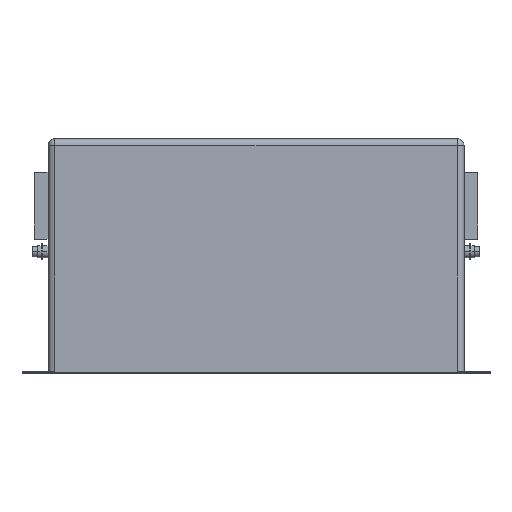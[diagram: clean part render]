
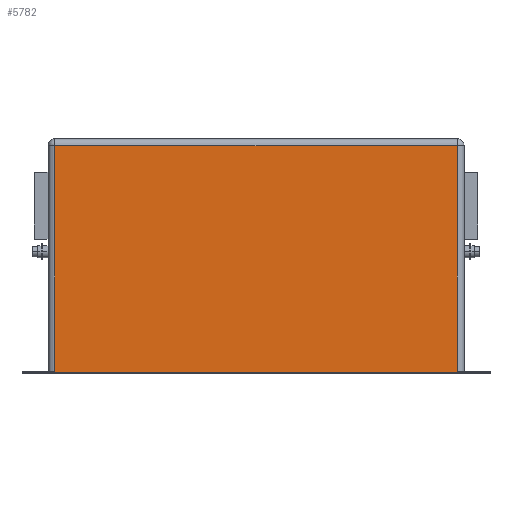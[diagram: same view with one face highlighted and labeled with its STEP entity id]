
A CAD part, top view. The second image highlights one B-rep face of the part: STEP entity #5782.
In plain terms, the highlighted planar face has unit normal (0, 0, 1).
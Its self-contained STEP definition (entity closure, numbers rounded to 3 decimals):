
#187 = CARTESIAN_POINT ( 'NONE',  ( 236., 1., 0. ) ) ;
#426 = DIRECTION ( 'NONE',  ( 0., -1., 0. ) ) ;
#451 = CARTESIAN_POINT ( 'NONE',  ( 253., 135., 0. ) ) ;
#670 = CARTESIAN_POINT ( 'NONE',  ( 0., 0., 0. ) ) ;
#727 = VECTOR ( 'NONE', #1987, 1000. ) ;
#1027 = CARTESIAN_POINT ( 'NONE',  ( 4., 1., 0. ) ) ;
#1119 = CARTESIAN_POINT ( 'NONE',  ( -13., 0., 0. ) ) ;
#1300 = VECTOR ( 'NONE', #2236, 1000. ) ;
#1377 = VERTEX_POINT ( 'NONE', #5894 ) ;
#1379 = LINE ( 'NONE', #451, #5518 ) ;
#1399 = CARTESIAN_POINT ( 'NONE',  ( 4., 135., 0. ) ) ;
#1410 = VERTEX_POINT ( 'NONE', #2712 ) ;
#1418 = VERTEX_POINT ( 'NONE', #1722 ) ;
#1628 = LINE ( 'NONE', #1027, #5395 ) ;
#1722 = CARTESIAN_POINT ( 'NONE',  ( 4., 1., 0. ) ) ;
#1730 = LINE ( 'NONE', #5554, #1300 ) ;
#1772 = VERTEX_POINT ( 'NONE', #1119 ) ;
#1898 = CARTESIAN_POINT ( 'NONE',  ( 236., 1., 0. ) ) ;
#1948 = LINE ( 'NONE', #670, #727 ) ;
#1977 = DIRECTION ( 'NONE',  ( 0., 0., -1. ) ) ;
#1987 = DIRECTION ( 'NONE',  ( 1., 0., 0. ) ) ;
#2000 = EDGE_CURVE ( 'NONE', #5695, #3325, #1730, .T. ) ;
#2043 = DIRECTION ( 'NONE',  ( 1., 0., 0. ) ) ;
#2140 = EDGE_CURVE ( 'NONE', #3325, #5758, #4560, .T. ) ;
#2184 = ORIENTED_EDGE ( 'NONE', *, *, #3940, .T. ) ;
#2192 = ORIENTED_EDGE ( 'NONE', *, *, #2000, .T. ) ;
#2236 = DIRECTION ( 'NONE',  ( 0., 1., 0. ) ) ;
#2279 = LINE ( 'NONE', #187, #3973 ) ;
#2626 = CARTESIAN_POINT ( 'NONE',  ( 253., 1., 0. ) ) ;
#2664 = LINE ( 'NONE', #3750, #3461 ) ;
#2712 = CARTESIAN_POINT ( 'NONE',  ( 253., 0., 0. ) ) ;
#2992 = VERTEX_POINT ( 'NONE', #2626 ) ;
#3180 = VECTOR ( 'NONE', #5105, 1000. ) ;
#3200 = EDGE_CURVE ( 'NONE', #1410, #2992, #1379, .T. ) ;
#3325 = VERTEX_POINT ( 'NONE', #5791 ) ;
#3340 = ORIENTED_EDGE ( 'NONE', *, *, #2140, .T. ) ;
#3368 = ORIENTED_EDGE ( 'NONE', *, *, #4704, .T. ) ;
#3369 = DIRECTION ( 'NONE',  ( -1., 0., 0. ) ) ;
#3461 = VECTOR ( 'NONE', #426, 1000. ) ;
#3621 = LINE ( 'NONE', #1399, #3180 ) ;
#3646 = ORIENTED_EDGE ( 'NONE', *, *, #3200, .T. ) ;
#3749 = AXIS2_PLACEMENT_3D ( 'NONE', #4768, #1977, #5698 ) ;
#3750 = CARTESIAN_POINT ( 'NONE',  ( -13., 0., 0. ) ) ;
#3940 = EDGE_CURVE ( 'NONE', #1772, #1410, #1948, .T. ) ;
#3973 = VECTOR ( 'NONE', #2043, 1000. ) ;
#4006 = VECTOR ( 'NONE', #4267, 1000. ) ;
#4097 = FACE_OUTER_BOUND ( 'NONE', #5597, .T. ) ;
#4194 = DIRECTION ( 'NONE',  ( 0., 1., 0. ) ) ;
#4216 = EDGE_CURVE ( 'NONE', #5758, #1418, #3621, .T. ) ;
#4267 = DIRECTION ( 'NONE',  ( -1., 0., 0. ) ) ;
#4560 = LINE ( 'NONE', #5129, #4006 ) ;
#4643 = ORIENTED_EDGE ( 'NONE', *, *, #5357, .F. ) ;
#4704 = EDGE_CURVE ( 'NONE', #1377, #1772, #2664, .T. ) ;
#4768 = CARTESIAN_POINT ( 'NONE',  ( 0., 135., 0. ) ) ;
#4792 = ORIENTED_EDGE ( 'NONE', *, *, #4216, .T. ) ;
#4899 = ORIENTED_EDGE ( 'NONE', *, *, #5271, .T. ) ;
#5105 = DIRECTION ( 'NONE',  ( 0., -1., 0. ) ) ;
#5129 = CARTESIAN_POINT ( 'NONE',  ( 0., 131., 0. ) ) ;
#5271 = EDGE_CURVE ( 'NONE', #1418, #1377, #1628, .T. ) ;
#5357 = EDGE_CURVE ( 'NONE', #5695, #2992, #2279, .T. ) ;
#5395 = VECTOR ( 'NONE', #3369, 1000. ) ;
#5518 = VECTOR ( 'NONE', #4194, 1000. ) ;
#5554 = CARTESIAN_POINT ( 'NONE',  ( 236., 135., 0. ) ) ;
#5569 = CARTESIAN_POINT ( 'NONE',  ( 4., 131., 0. ) ) ;
#5597 = EDGE_LOOP ( 'NONE', ( #2184, #3646, #4643, #2192, #3340, #4792, #4899, #3368 ) ) ;
#5695 = VERTEX_POINT ( 'NONE', #1898 ) ;
#5698 = DIRECTION ( 'NONE',  ( -1., 0., 0. ) ) ;
#5758 = VERTEX_POINT ( 'NONE', #5569 ) ;
#5782 = ADVANCED_FACE ( 'NONE', ( #4097 ), #6014, .F. ) ;
#5791 = CARTESIAN_POINT ( 'NONE',  ( 236., 131., 0. ) ) ;
#5894 = CARTESIAN_POINT ( 'NONE',  ( -13., 1., 0. ) ) ;
#6014 = PLANE ( 'NONE',  #3749 ) ;
